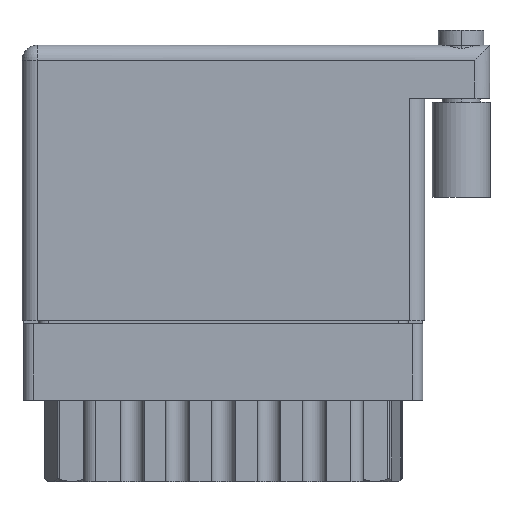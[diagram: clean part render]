
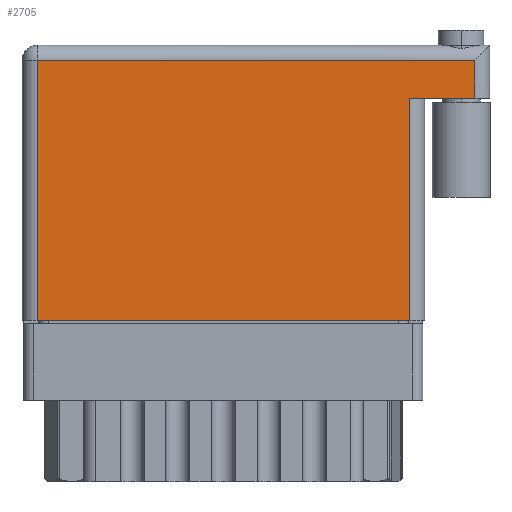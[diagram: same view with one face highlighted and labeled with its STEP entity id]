
A CAD part, front view. The second image highlights one B-rep face of the part: STEP entity #2705.
In plain terms, the highlighted face is planar.
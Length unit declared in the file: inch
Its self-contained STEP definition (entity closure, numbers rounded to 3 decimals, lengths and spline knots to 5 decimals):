
#767 = EDGE_CURVE ( 'NONE', #11035, #29357, #26892, .T. ) ;
#1553 = VECTOR ( 'NONE', #9123, 39.37008 ) ;
#1623 = ORIENTED_EDGE ( 'NONE', *, *, #28759, .F. ) ;
#2451 = LINE ( 'NONE', #26628, #33942 ) ;
#2686 = CARTESIAN_POINT ( 'NONE',  ( 0., 0.856, 0. ) ) ;
#2705 = ADVANCED_FACE ( 'NONE', ( #8171 ), #19752, .F. ) ;
#2783 = CARTESIAN_POINT ( 'NONE',  ( 0.05, 0.856, 0. ) ) ;
#5375 = LINE ( 'NONE', #11415, #1553 ) ;
#7174 = CARTESIAN_POINT ( 'NONE',  ( 1.275, 0., 0. ) ) ;
#7559 = EDGE_LOOP ( 'NONE', ( #27119, #26590, #1623, #13658, #14111, #11080 ) ) ;
#8171 = FACE_OUTER_BOUND ( 'NONE', #7559, .T. ) ;
#8374 = DIRECTION ( 'NONE',  ( 1., 0., 0. ) ) ;
#8842 = LINE ( 'NONE', #37249, #28396 ) ;
#9123 = DIRECTION ( 'NONE',  ( 0., -1., 0. ) ) ;
#9540 = LINE ( 'NONE', #26640, #30970 ) ;
#11035 = VERTEX_POINT ( 'NONE', #7174 ) ;
#11080 = ORIENTED_EDGE ( 'NONE', *, *, #17445, .T. ) ;
#11415 = CARTESIAN_POINT ( 'NONE',  ( 0.05, 0., 0. ) ) ;
#13658 = ORIENTED_EDGE ( 'NONE', *, *, #18838, .T. ) ;
#14111 = ORIENTED_EDGE ( 'NONE', *, *, #32253, .T. ) ;
#14415 = DIRECTION ( 'NONE',  ( -1., 0., 0. ) ) ;
#14538 = DIRECTION ( 'NONE',  ( 0., 0., -1. ) ) ;
#14986 = DIRECTION ( 'NONE',  ( -1., 0., 0. ) ) ;
#16335 = CARTESIAN_POINT ( 'NONE',  ( 0.05, 0., 0. ) ) ;
#17234 = VECTOR ( 'NONE', #33235, 39.37008 ) ;
#17445 = EDGE_CURVE ( 'NONE', #33226, #29942, #5375, .T. ) ;
#17704 = CARTESIAN_POINT ( 'NONE',  ( 1.275, 0.731, 0. ) ) ;
#18838 = EDGE_CURVE ( 'NONE', #22911, #38386, #2451, .T. ) ;
#19069 = AXIS2_PLACEMENT_3D ( 'NONE', #22788, #14538, #14415 ) ;
#19752 = PLANE ( 'NONE',  #19069 ) ;
#20619 = DIRECTION ( 'NONE',  ( 0., 1., 0. ) ) ;
#20629 = CARTESIAN_POINT ( 'NONE',  ( 1.275, 0.731, 0. ) ) ;
#21010 = CARTESIAN_POINT ( 'NONE',  ( 1.489, 0.856, 0. ) ) ;
#22788 = CARTESIAN_POINT ( 'NONE',  ( 0., 0.906, 0. ) ) ;
#22911 = VERTEX_POINT ( 'NONE', #34471 ) ;
#26590 = ORIENTED_EDGE ( 'NONE', *, *, #767, .T. ) ;
#26628 = CARTESIAN_POINT ( 'NONE',  ( 1.489, 0.906, 0. ) ) ;
#26640 = CARTESIAN_POINT ( 'NONE',  ( 0., 0., 0. ) ) ;
#26892 = LINE ( 'NONE', #17704, #30690 ) ;
#27119 = ORIENTED_EDGE ( 'NONE', *, *, #33180, .T. ) ;
#28396 = VECTOR ( 'NONE', #14986, 39.37008 ) ;
#28759 = EDGE_CURVE ( 'NONE', #22911, #29357, #8842, .T. ) ;
#29171 = DIRECTION ( 'NONE',  ( 0., 1., 0. ) ) ;
#29357 = VERTEX_POINT ( 'NONE', #20629 ) ;
#29942 = VERTEX_POINT ( 'NONE', #16335 ) ;
#30690 = VECTOR ( 'NONE', #20619, 39.37008 ) ;
#30970 = VECTOR ( 'NONE', #8374, 39.37008 ) ;
#32253 = EDGE_CURVE ( 'NONE', #38386, #33226, #38692, .T. ) ;
#33180 = EDGE_CURVE ( 'NONE', #29942, #11035, #9540, .T. ) ;
#33226 = VERTEX_POINT ( 'NONE', #2783 ) ;
#33235 = DIRECTION ( 'NONE',  ( -1., 0., 0. ) ) ;
#33942 = VECTOR ( 'NONE', #29171, 39.37008 ) ;
#34471 = CARTESIAN_POINT ( 'NONE',  ( 1.489, 0.731, 0. ) ) ;
#37249 = CARTESIAN_POINT ( 'NONE',  ( 1.539, 0.731, 0. ) ) ;
#38386 = VERTEX_POINT ( 'NONE', #21010 ) ;
#38692 = LINE ( 'NONE', #2686, #17234 ) ;
